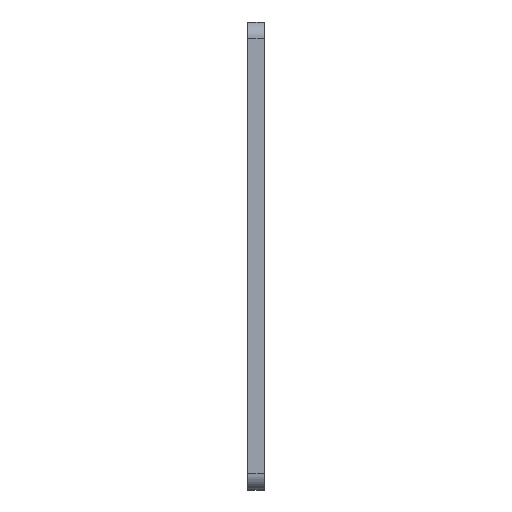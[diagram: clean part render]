
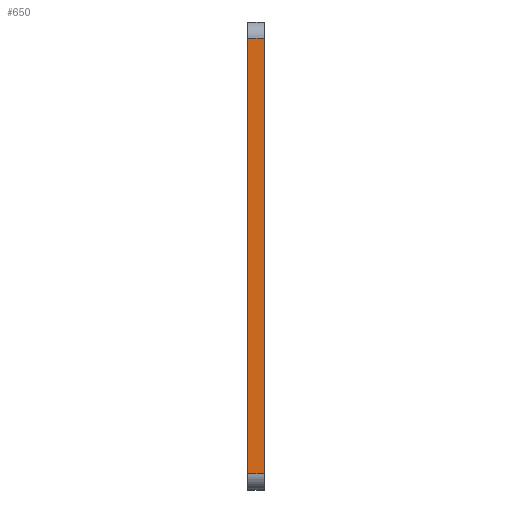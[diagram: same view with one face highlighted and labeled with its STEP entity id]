
A CAD part, left-side view. The second image highlights one B-rep face of the part: STEP entity #650.
In plain terms, the highlighted planar face has unit normal (-1, 0, 0).
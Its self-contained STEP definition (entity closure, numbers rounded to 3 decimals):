
#20 = VERTEX_POINT ( 'NONE', #137 ) ;
#27 = DIRECTION ( 'NONE',  ( 0., 0., 1. ) ) ;
#54 = VERTEX_POINT ( 'NONE', #730 ) ;
#80 = LINE ( 'NONE', #210, #299 ) ;
#137 = CARTESIAN_POINT ( 'NONE',  ( -43., 0., 62.5 ) ) ;
#138 = EDGE_CURVE ( 'NONE', #489, #20, #80, .T. ) ;
#143 = EDGE_CURVE ( 'NONE', #20, #479, #219, .T. ) ;
#158 = PLANE ( 'NONE',  #323 ) ;
#167 = EDGE_CURVE ( 'NONE', #54, #489, #344, .T. ) ;
#210 = CARTESIAN_POINT ( 'NONE',  ( -43., 0., -20.5 ) ) ;
#219 = LINE ( 'NONE', #470, #783 ) ;
#243 = ORIENTED_EDGE ( 'NONE', *, *, #143, .T. ) ;
#249 = VECTOR ( 'NONE', #682, 1000. ) ;
#299 = VECTOR ( 'NONE', #400, 1000. ) ;
#316 = ORIENTED_EDGE ( 'NONE', *, *, #167, .T. ) ;
#323 = AXIS2_PLACEMENT_3D ( 'NONE', #614, #809, #551 ) ;
#344 = LINE ( 'NONE', #810, #249 ) ;
#355 = ORIENTED_EDGE ( 'NONE', *, *, #394, .F. ) ;
#394 = EDGE_CURVE ( 'NONE', #54, #479, #812, .T. ) ;
#400 = DIRECTION ( 'NONE',  ( 0., 0., 1. ) ) ;
#430 = CARTESIAN_POINT ( 'NONE',  ( -43., 0., -17.5 ) ) ;
#469 = FACE_OUTER_BOUND ( 'NONE', #619, .T. ) ;
#470 = CARTESIAN_POINT ( 'NONE',  ( -43., 0., 62.5 ) ) ;
#474 = DIRECTION ( 'NONE',  ( 0., 1., 0. ) ) ;
#479 = VERTEX_POINT ( 'NONE', #641 ) ;
#489 = VERTEX_POINT ( 'NONE', #430 ) ;
#551 = DIRECTION ( 'NONE',  ( 0., 0., 1. ) ) ;
#614 = CARTESIAN_POINT ( 'NONE',  ( -43., 0., -20.5 ) ) ;
#619 = EDGE_LOOP ( 'NONE', ( #846, #243, #355, #316 ) ) ;
#641 = CARTESIAN_POINT ( 'NONE',  ( -43., 3., 62.5 ) ) ;
#650 = ADVANCED_FACE ( 'NONE', ( #469 ), #158, .T. ) ;
#674 = VECTOR ( 'NONE', #27, 1000. ) ;
#682 = DIRECTION ( 'NONE',  ( 0., -1., 0. ) ) ;
#730 = CARTESIAN_POINT ( 'NONE',  ( -43., 3., -17.5 ) ) ;
#747 = CARTESIAN_POINT ( 'NONE',  ( -43., 3., -20.5 ) ) ;
#783 = VECTOR ( 'NONE', #474, 1000. ) ;
#809 = DIRECTION ( 'NONE',  ( -1., 0., 0. ) ) ;
#810 = CARTESIAN_POINT ( 'NONE',  ( -43., 0., -17.5 ) ) ;
#812 = LINE ( 'NONE', #747, #674 ) ;
#846 = ORIENTED_EDGE ( 'NONE', *, *, #138, .T. ) ;
